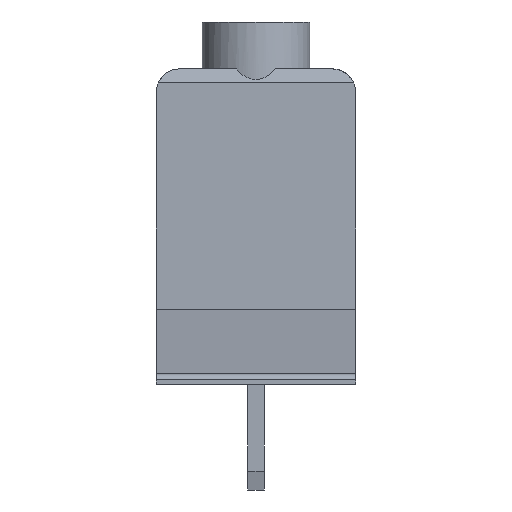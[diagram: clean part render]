
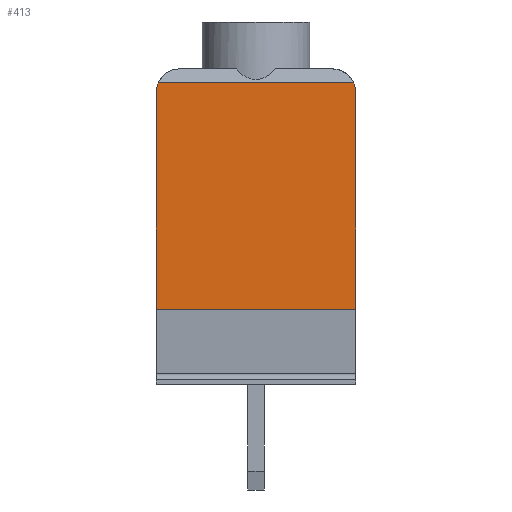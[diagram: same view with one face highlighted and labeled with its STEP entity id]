
A CAD part, left-side view. The second image highlights one B-rep face of the part: STEP entity #413.
In plain terms, the highlighted planar face has unit normal (-1, 0, 0).
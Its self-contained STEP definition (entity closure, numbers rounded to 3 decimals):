
#413 = ADVANCED_FACE( '', ( #884 ), #885, .T. );
#884 = FACE_OUTER_BOUND( '', #1418, .T. );
#885 = PLANE( '', #1419 );
#1418 = EDGE_LOOP( '', ( #2592, #2593, #2594, #2595, #2596, #2597 ) );
#1419 = AXIS2_PLACEMENT_3D( '', #2598, #2599, #2600 );
#2592 = ORIENTED_EDGE( '', *, *, #3443, .F. );
#2593 = ORIENTED_EDGE( '', *, *, #3376, .T. );
#2594 = ORIENTED_EDGE( '', *, *, #3583, .T. );
#2595 = ORIENTED_EDGE( '', *, *, #3566, .T. );
#2596 = ORIENTED_EDGE( '', *, *, #3294, .F. );
#2597 = ORIENTED_EDGE( '', *, *, #3564, .T. );
#2598 = CARTESIAN_POINT( '', ( -10., -4.25, -6.2 ) );
#2599 = DIRECTION( '', ( -1., 0., 0. ) );
#2600 = DIRECTION( '', ( 0., 0., 1. ) );
#3294 = EDGE_CURVE( '', #4012, #4014, #4015, .T. );
#3376 = EDGE_CURVE( '', #4138, #4136, #4139, .T. );
#3443 = EDGE_CURVE( '', #4138, #4238, #4239, .T. );
#3564 = EDGE_CURVE( '', #4012, #4238, #4396, .T. );
#3566 = EDGE_CURVE( '', #4398, #4014, #4399, .T. );
#3583 = EDGE_CURVE( '', #4136, #4398, #4425, .T. );
#4012 = VERTEX_POINT( '', #4995 );
#4014 = VERTEX_POINT( '', #4998 );
#4015 = LINE( '', #4999, #5000 );
#4136 = VERTEX_POINT( '', #5170 );
#4138 = VERTEX_POINT( '', #5173 );
#4139 = LINE( '', #5174, #5175 );
#4238 = VERTEX_POINT( '', #5314 );
#4239 = LINE( '', #5315, #5316 );
#4396 = CIRCLE( '', #5533, 1. );
#4398 = VERTEX_POINT( '', #5535 );
#4399 = CIRCLE( '', #5536, 1. );
#4425 = LINE( '', #5568, #5569 );
#4995 = CARTESIAN_POINT( '', ( -10., 4.167, 6.65 ) );
#4998 = CARTESIAN_POINT( '', ( -10., -4.167, 6.65 ) );
#4999 = CARTESIAN_POINT( '', ( -10., 4.25, 6.65 ) );
#5000 = VECTOR( '', #5933, 1000. );
#5170 = CARTESIAN_POINT( '', ( -10., -4.25, -3. ) );
#5173 = CARTESIAN_POINT( '', ( -10., 4.25, -3. ) );
#5174 = CARTESIAN_POINT( '', ( -10., 22.594, -3. ) );
#5175 = VECTOR( '', #6020, 1000. );
#5314 = CARTESIAN_POINT( '', ( -10., 4.25, 6.25 ) );
#5315 = CARTESIAN_POINT( '', ( -10., 4.25, -6.2 ) );
#5316 = VECTOR( '', #6097, 1000. );
#5533 = AXIS2_PLACEMENT_3D( '', #6227, #6228, #6229 );
#5535 = CARTESIAN_POINT( '', ( -10., -4.25, 6.25 ) );
#5536 = AXIS2_PLACEMENT_3D( '', #6230, #6231, #6232 );
#5568 = CARTESIAN_POINT( '', ( -10., -4.25, -6.2 ) );
#5569 = VECTOR( '', #6260, 1000. );
#5933 = DIRECTION( '', ( 0., -1., 0. ) );
#6020 = DIRECTION( '', ( 0., -1., 0. ) );
#6097 = DIRECTION( '', ( 0., 0., 1. ) );
#6227 = CARTESIAN_POINT( '', ( -10., 3.25, 6.25 ) );
#6228 = DIRECTION( '', ( -1., 0., 0. ) );
#6229 = DIRECTION( '', ( 0., 0., 1. ) );
#6230 = CARTESIAN_POINT( '', ( -10., -3.25, 6.25 ) );
#6231 = DIRECTION( '', ( -1., 0., 0. ) );
#6232 = DIRECTION( '', ( 0., 0., 1. ) );
#6260 = DIRECTION( '', ( 0., 0., 1. ) );
